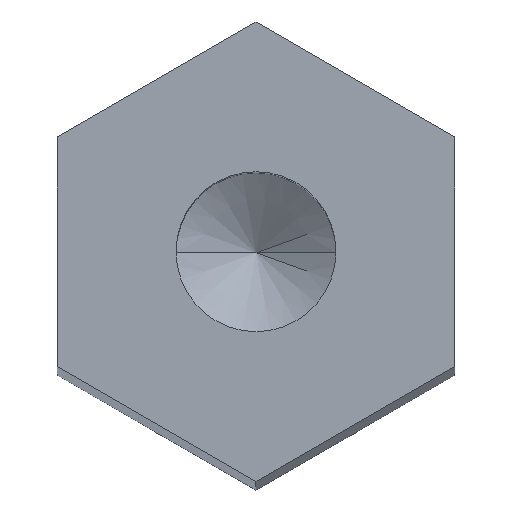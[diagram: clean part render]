
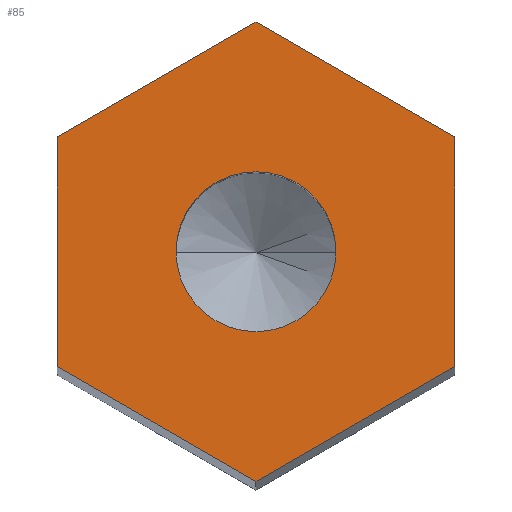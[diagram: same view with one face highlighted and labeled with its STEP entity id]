
A CAD part, top view. The second image highlights one B-rep face of the part: STEP entity #85.
In plain terms, the highlighted planar face has unit normal (0, 0, 1).
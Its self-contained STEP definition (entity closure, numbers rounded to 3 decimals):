
#1 = EDGE_CURVE ( 'NONE', #1335, #81, #1273, .T. ) ;
#16 = LINE ( 'NONE', #433, #624 ) ;
#30 = PLANE ( 'NONE',  #1255 ) ;
#36 = CARTESIAN_POINT ( 'NONE',  ( 0., 7.332, 0. ) ) ;
#49 = CARTESIAN_POINT ( 'NONE',  ( -6.35, 3.666, 0. ) ) ;
#63 = DIRECTION ( 'NONE',  ( -0.866, 0.5, 0. ) ) ;
#81 = VERTEX_POINT ( 'NONE', #131 ) ;
#85 = ADVANCED_FACE ( 'NONE', ( #548, #967 ), #30, .T. ) ;
#131 = CARTESIAN_POINT ( 'NONE',  ( 6.35, 3.666, 0. ) ) ;
#155 = CARTESIAN_POINT ( 'NONE',  ( 0., -7.332, 0. ) ) ;
#177 = VERTEX_POINT ( 'NONE', #155 ) ;
#198 = CARTESIAN_POINT ( 'NONE',  ( 0., -7.332, 0. ) ) ;
#217 = CARTESIAN_POINT ( 'NONE',  ( 0., 7.332, 0. ) ) ;
#270 = DIRECTION ( 'NONE',  ( 0., 0., 1. ) ) ;
#276 = CARTESIAN_POINT ( 'NONE',  ( -6.35, -3.666, 0. ) ) ;
#309 = CARTESIAN_POINT ( 'NONE',  ( 0., 0., 0. ) ) ;
#329 = EDGE_CURVE ( 'NONE', #605, #782, #1334, .T. ) ;
#334 = CARTESIAN_POINT ( 'NONE',  ( 6.35, -3.666, 0. ) ) ;
#355 = ORIENTED_EDGE ( 'NONE', *, *, #912, .T. ) ;
#382 = EDGE_CURVE ( 'NONE', #1144, #1021, #1150, .T. ) ;
#433 = CARTESIAN_POINT ( 'NONE',  ( -6.35, -3.666, 0. ) ) ;
#446 = CARTESIAN_POINT ( 'NONE',  ( -6.35, -3.666, 0. ) ) ;
#448 = AXIS2_PLACEMENT_3D ( 'NONE', #1206, #270, #686 ) ;
#468 = DIRECTION ( 'NONE',  ( 0., -1., 0. ) ) ;
#494 = VECTOR ( 'NONE', #468, 1000. ) ;
#509 = VECTOR ( 'NONE', #632, 1000. ) ;
#548 = FACE_BOUND ( 'NONE', #1217, .T. ) ;
#550 = EDGE_CURVE ( 'NONE', #1021, #1303, #985, .T. ) ;
#584 = LINE ( 'NONE', #999, #1185 ) ;
#605 = VERTEX_POINT ( 'NONE', #1104 ) ;
#613 = DIRECTION ( 'NONE',  ( 0.866, 0.5, 0. ) ) ;
#620 = EDGE_CURVE ( 'NONE', #81, #1144, #584, .T. ) ;
#624 = VECTOR ( 'NONE', #848, 1000. ) ;
#632 = DIRECTION ( 'NONE',  ( -0.866, -0.5, 0. ) ) ;
#634 = EDGE_LOOP ( 'NONE', ( #1103, #355, #933, #1301, #971, #1236 ) ) ;
#678 = ORIENTED_EDGE ( 'NONE', *, *, #329, .F. ) ;
#686 = DIRECTION ( 'NONE',  ( 1., 0., 0. ) ) ;
#724 = DIRECTION ( 'NONE',  ( 0., 0., 1. ) ) ;
#744 = AXIS2_PLACEMENT_3D ( 'NONE', #309, #724, #1142 ) ;
#745 = DIRECTION ( 'NONE',  ( 0., 1., 0. ) ) ;
#776 = EDGE_CURVE ( 'NONE', #177, #1335, #1131, .T. ) ;
#782 = VERTEX_POINT ( 'NONE', #1029 ) ;
#848 = DIRECTION ( 'NONE',  ( 0.866, -0.5, 0. ) ) ;
#864 = DIRECTION ( 'NONE',  ( 0., 0., 1. ) ) ;
#912 = EDGE_CURVE ( 'NONE', #1303, #177, #16, .T. ) ;
#933 = ORIENTED_EDGE ( 'NONE', *, *, #776, .T. ) ;
#952 = CARTESIAN_POINT ( 'NONE',  ( -6.35, 3.666, 0. ) ) ;
#967 = FACE_OUTER_BOUND ( 'NONE', #634, .T. ) ;
#971 = ORIENTED_EDGE ( 'NONE', *, *, #620, .T. ) ;
#985 = LINE ( 'NONE', #49, #494 ) ;
#999 = CARTESIAN_POINT ( 'NONE',  ( 6.35, 3.666, 0. ) ) ;
#1021 = VERTEX_POINT ( 'NONE', #952 ) ;
#1029 = CARTESIAN_POINT ( 'NONE',  ( -2.553, 0., 0. ) ) ;
#1039 = CIRCLE ( 'NONE', #448, 2.553 ) ;
#1103 = ORIENTED_EDGE ( 'NONE', *, *, #550, .T. ) ;
#1104 = CARTESIAN_POINT ( 'NONE',  ( 2.553, 0., 0. ) ) ;
#1116 = CARTESIAN_POINT ( 'NONE',  ( 6.35, -3.666, 0. ) ) ;
#1131 = LINE ( 'NONE', #198, #1165 ) ;
#1142 = DIRECTION ( 'NONE',  ( 1., 0., 0. ) ) ;
#1144 = VERTEX_POINT ( 'NONE', #36 ) ;
#1150 = LINE ( 'NONE', #217, #509 ) ;
#1165 = VECTOR ( 'NONE', #613, 1000. ) ;
#1185 = VECTOR ( 'NONE', #63, 1000. ) ;
#1206 = CARTESIAN_POINT ( 'NONE',  ( 0., 0., 0. ) ) ;
#1217 = EDGE_LOOP ( 'NONE', ( #678, #1260 ) ) ;
#1236 = ORIENTED_EDGE ( 'NONE', *, *, #382, .T. ) ;
#1255 = AXIS2_PLACEMENT_3D ( 'NONE', #446, #864, #1284 ) ;
#1260 = ORIENTED_EDGE ( 'NONE', *, *, #1274, .F. ) ;
#1273 = LINE ( 'NONE', #334, #1298 ) ;
#1274 = EDGE_CURVE ( 'NONE', #782, #605, #1039, .T. ) ;
#1284 = DIRECTION ( 'NONE',  ( 1., 0., 0. ) ) ;
#1298 = VECTOR ( 'NONE', #745, 1000. ) ;
#1301 = ORIENTED_EDGE ( 'NONE', *, *, #1, .T. ) ;
#1303 = VERTEX_POINT ( 'NONE', #276 ) ;
#1334 = CIRCLE ( 'NONE', #744, 2.553 ) ;
#1335 = VERTEX_POINT ( 'NONE', #1116 ) ;
